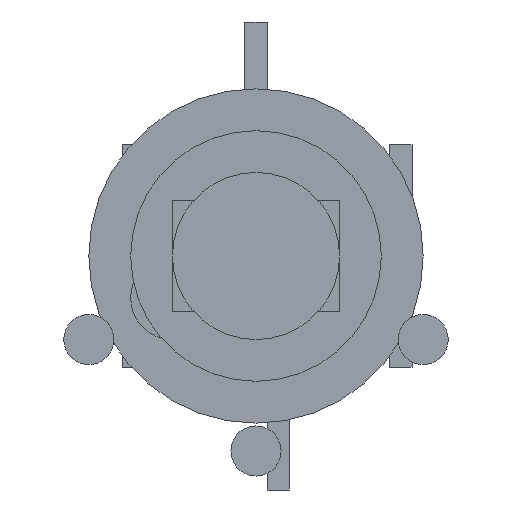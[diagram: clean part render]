
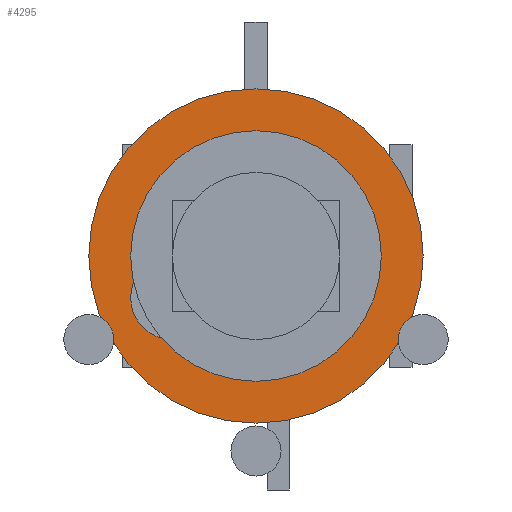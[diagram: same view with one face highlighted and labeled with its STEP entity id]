
A CAD part, left-side view. The second image highlights one B-rep face of the part: STEP entity #4295.
In plain terms, the highlighted planar face has unit normal (-1, 0, 0).
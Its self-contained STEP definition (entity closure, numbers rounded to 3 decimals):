
#4217 = CYLINDRICAL_SURFACE('',#4218,600.);
#4218 = AXIS2_PLACEMENT_3D('',#4219,#4220,#4221);
#4219 = CARTESIAN_POINT('',(1950.,0.,0.));
#4220 = DIRECTION('',(1.,0.,0.));
#4221 = DIRECTION('',(0.,0.,-1.));
#4242 = VERTEX_POINT('',#4243);
#4243 = CARTESIAN_POINT('',(1950.,0.,-600.));
#4264 = EDGE_CURVE('',#4242,#4242,#4265,.T.);
#4265 = SURFACE_CURVE('',#4266,(#4271,#4278),.PCURVE_S1.);
#4266 = CIRCLE('',#4267,600.);
#4267 = AXIS2_PLACEMENT_3D('',#4268,#4269,#4270);
#4268 = CARTESIAN_POINT('',(1950.,0.,0.));
#4269 = DIRECTION('',(1.,-0.,0.));
#4270 = DIRECTION('',(0.,0.,-1.));
#4271 = PCURVE('',#4217,#4272);
#4272 = DEFINITIONAL_REPRESENTATION('',(#4273),#4277);
#4273 = LINE('',#4274,#4275);
#4274 = CARTESIAN_POINT('',(0.,0.));
#4275 = VECTOR('',#4276,1.);
#4276 = DIRECTION('',(1.,0.));
#4277 = ( GEOMETRIC_REPRESENTATION_CONTEXT(2) 
PARAMETRIC_REPRESENTATION_CONTEXT() REPRESENTATION_CONTEXT('2D SPACE',''
  ) );
#4278 = PCURVE('',#4279,#4284);
#4279 = PLANE('',#4280);
#4280 = AXIS2_PLACEMENT_3D('',#4281,#4282,#4283);
#4281 = CARTESIAN_POINT('',(1950.,0.,0.));
#4282 = DIRECTION('',(1.,0.,0.));
#4283 = DIRECTION('',(0.,0.,-1.));
#4284 = DEFINITIONAL_REPRESENTATION('',(#4285),#4289);
#4285 = CIRCLE('',#4286,600.);
#4286 = AXIS2_PLACEMENT_2D('',#4287,#4288);
#4287 = CARTESIAN_POINT('',(0.,0.));
#4288 = DIRECTION('',(1.,0.));
#4289 = ( GEOMETRIC_REPRESENTATION_CONTEXT(2) 
PARAMETRIC_REPRESENTATION_CONTEXT() REPRESENTATION_CONTEXT('2D SPACE',''
  ) );
#4295 = ADVANCED_FACE('',(#4296),#4279,.F.);
#4296 = FACE_BOUND('',#4297,.T.);
#4297 = EDGE_LOOP('',(#4298));
#4298 = ORIENTED_EDGE('',*,*,#4264,.F.);
